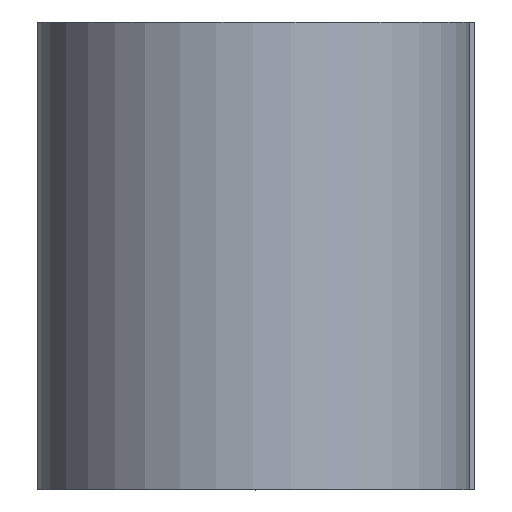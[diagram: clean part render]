
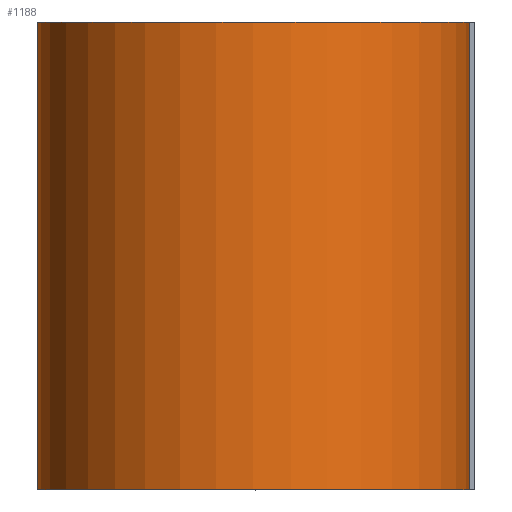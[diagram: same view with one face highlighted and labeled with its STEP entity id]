
A CAD part, top view. The second image highlights one B-rep face of the part: STEP entity #1188.
In plain terms, the highlighted cylindrical face has radius 23.125 mm (diameter 46.25 mm), a partial arc.
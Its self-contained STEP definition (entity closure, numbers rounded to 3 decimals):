
#106 = CYLINDRICAL_SURFACE ( 'NONE', #2011, 23.125 ) ;
#172 = ORIENTED_EDGE ( 'NONE', *, *, #1509, .F. ) ;
#173 = DIRECTION ( 'NONE',  ( 0., -1., 0. ) ) ;
#301 = VECTOR ( 'NONE', #1203, 1000. ) ;
#309 = EDGE_LOOP ( 'NONE', ( #2358, #172, #1920, #1871 ) ) ;
#373 = DIRECTION ( 'NONE',  ( 1., 0., 0. ) ) ;
#380 = CARTESIAN_POINT ( 'NONE',  ( 22.85, 0., 0. ) ) ;
#591 = VERTEX_POINT ( 'NONE', #380 ) ;
#610 = LINE ( 'NONE', #1351, #1074 ) ;
#669 = VERTEX_POINT ( 'NONE', #1425 ) ;
#680 = EDGE_CURVE ( 'NONE', #1609, #669, #2179, .T. ) ;
#685 = DIRECTION ( 'NONE',  ( 0., -1., 0. ) ) ;
#691 = CARTESIAN_POINT ( 'NONE',  ( 22.85, 50., 0. ) ) ;
#695 = DIRECTION ( 'NONE',  ( 0., -1., 0. ) ) ;
#840 = CARTESIAN_POINT ( 'NONE',  ( 22.85, 50., 0. ) ) ;
#908 = CIRCLE ( 'NONE', #2127, 23.125 ) ;
#1074 = VECTOR ( 'NONE', #173, 1000. ) ;
#1137 = AXIS2_PLACEMENT_3D ( 'NONE', #2379, #685, #1643 ) ;
#1188 = ADVANCED_FACE ( 'NONE', ( #1393 ), #106, .T. ) ;
#1203 = DIRECTION ( 'NONE',  ( 0., -1., 0. ) ) ;
#1237 = EDGE_CURVE ( 'NONE', #591, #2023, #908, .T. ) ;
#1351 = CARTESIAN_POINT ( 'NONE',  ( -23.4, 50., 0. ) ) ;
#1393 = FACE_OUTER_BOUND ( 'NONE', #309, .T. ) ;
#1425 = CARTESIAN_POINT ( 'NONE',  ( -23.4, 50., 0. ) ) ;
#1474 = CARTESIAN_POINT ( 'NONE',  ( -0.275, 0., 0. ) ) ;
#1509 = EDGE_CURVE ( 'NONE', #1609, #591, #1901, .T. ) ;
#1597 = DIRECTION ( 'NONE',  ( 0., 0., -1. ) ) ;
#1609 = VERTEX_POINT ( 'NONE', #691 ) ;
#1612 = CARTESIAN_POINT ( 'NONE',  ( -0.275, 50., 0. ) ) ;
#1643 = DIRECTION ( 'NONE',  ( 1., 0., 0. ) ) ;
#1871 = ORIENTED_EDGE ( 'NONE', *, *, #2344, .T. ) ;
#1901 = LINE ( 'NONE', #840, #301 ) ;
#1920 = ORIENTED_EDGE ( 'NONE', *, *, #680, .T. ) ;
#2011 = AXIS2_PLACEMENT_3D ( 'NONE', #1612, #695, #1597 ) ;
#2023 = VERTEX_POINT ( 'NONE', #2287 ) ;
#2127 = AXIS2_PLACEMENT_3D ( 'NONE', #1474, #2189, #373 ) ;
#2179 = CIRCLE ( 'NONE', #1137, 23.125 ) ;
#2189 = DIRECTION ( 'NONE',  ( 0., -1., 0. ) ) ;
#2287 = CARTESIAN_POINT ( 'NONE',  ( -23.4, 0., 0. ) ) ;
#2344 = EDGE_CURVE ( 'NONE', #669, #2023, #610, .T. ) ;
#2358 = ORIENTED_EDGE ( 'NONE', *, *, #1237, .F. ) ;
#2379 = CARTESIAN_POINT ( 'NONE',  ( -0.275, 50., 0. ) ) ;
